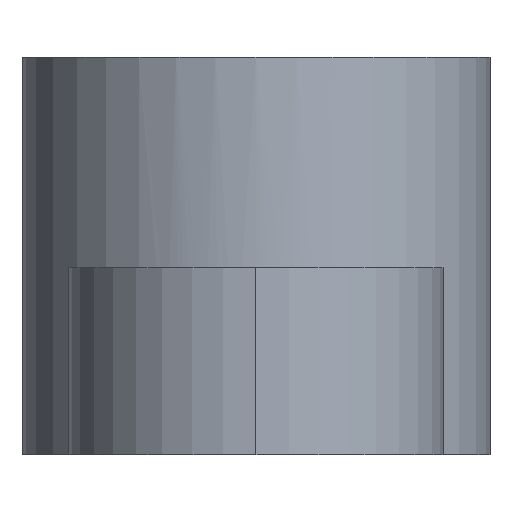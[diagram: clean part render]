
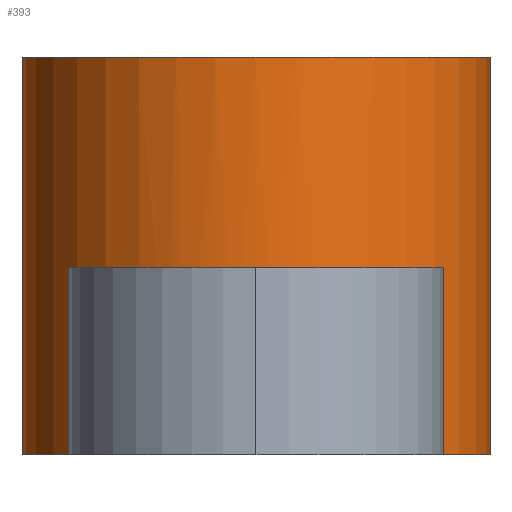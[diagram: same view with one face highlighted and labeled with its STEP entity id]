
A CAD part, left-side view. The second image highlights one B-rep face of the part: STEP entity #393.
In plain terms, the highlighted cylindrical face has radius 5 mm (diameter 10 mm), a full revolution.
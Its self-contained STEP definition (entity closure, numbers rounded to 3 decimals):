
#54=FACE_OUTER_BOUND('',#81,.T.);
#81=EDGE_LOOP('',(#324,#325,#326,#327,#328,#329,#330,#331));
#100=B_SPLINE_CURVE_WITH_KNOTS('',3,(#711,#712,#713,#714,#715,#716,#717,
#718,#719,#720),.UNSPECIFIED.,.F.,.F.,(4,2,2,2,4),(0.305,0.381,
0.458,0.534,0.61),.UNSPECIFIED.);
#101=B_SPLINE_CURVE_WITH_KNOTS('',3,(#723,#724,#725,#726,#727,#728,#729,
#730,#731,#732),.UNSPECIFIED.,.F.,.F.,(4,2,2,2,4),(0.61,0.686,
0.763,0.839,0.915),.UNSPECIFIED.);
#102=B_SPLINE_CURVE_WITH_KNOTS('',3,(#733,#734,#735,#736,#737,#738,#739,
#740,#741,#742,#743,#744,#745,#746,#747,#748,#749,#750,#751),
 .UNSPECIFIED.,.F.,.F.,(4,2,2,2,3,2,2,2,4),(0.915,0.992,
1.068,1.144,1.22,1.297,1.373,
1.449,1.525),.UNSPECIFIED.);
#129=CIRCLE('',#455,5.);
#130=CIRCLE('',#456,5.);
#131=CIRCLE('',#457,5.);
#146=LINE('',#869,#158);
#158=VECTOR('',#553,5.);
#174=VERTEX_POINT('',#709);
#175=VERTEX_POINT('',#710);
#176=VERTEX_POINT('',#722);
#190=VERTEX_POINT('',#865);
#191=VERTEX_POINT('',#866);
#214=EDGE_CURVE('',#174,#175,#100,.T.);
#216=EDGE_CURVE('',#175,#176,#101,.T.);
#217=EDGE_CURVE('',#176,#174,#102,.T.);
#239=EDGE_CURVE('',#190,#191,#129,.T.);
#240=EDGE_CURVE('',#191,#190,#130,.T.);
#241=EDGE_CURVE('',#191,#176,#146,.T.);
#242=EDGE_CURVE('',#174,#174,#131,.T.);
#324=ORIENTED_EDGE('',*,*,#239,.F.);
#325=ORIENTED_EDGE('',*,*,#240,.F.);
#326=ORIENTED_EDGE('',*,*,#241,.T.);
#327=ORIENTED_EDGE('',*,*,#216,.F.);
#328=ORIENTED_EDGE('',*,*,#214,.F.);
#329=ORIENTED_EDGE('',*,*,#242,.F.);
#330=ORIENTED_EDGE('',*,*,#217,.F.);
#331=ORIENTED_EDGE('',*,*,#241,.F.);
#374=CYLINDRICAL_SURFACE('',#454,5.);
#393=ADVANCED_FACE('',(#54),#374,.T.);
#454=AXIS2_PLACEMENT_3D('',#864,#547,#548);
#455=AXIS2_PLACEMENT_3D('',#867,#549,#550);
#456=AXIS2_PLACEMENT_3D('',#868,#551,#552);
#457=AXIS2_PLACEMENT_3D('',#870,#554,#555);
#547=DIRECTION('center_axis',(0.,0.,1.));
#548=DIRECTION('ref_axis',(1.,0.,0.));
#549=DIRECTION('center_axis',(0.,0.,1.));
#550=DIRECTION('ref_axis',(1.,0.,0.));
#551=DIRECTION('center_axis',(0.,0.,1.));
#552=DIRECTION('ref_axis',(1.,0.,0.));
#553=DIRECTION('',(0.,0.,-1.));
#554=DIRECTION('center_axis',(0.,0.,-1.));
#555=DIRECTION('ref_axis',(1.,0.,0.));
#709=CARTESIAN_POINT('',(44.997,0.,-2.));
#710=CARTESIAN_POINT('',(45.415,-2.,0.));
#711=CARTESIAN_POINT('Ctrl Pts',(44.997,0.,
-2.));
#712=CARTESIAN_POINT('Ctrl Pts',(44.997,-0.254,-2.));
#713=CARTESIAN_POINT('Ctrl Pts',(45.019,-0.523,-1.949));
#714=CARTESIAN_POINT('Ctrl Pts',(45.095,-1.015,-1.744));
#715=CARTESIAN_POINT('Ctrl Pts',(45.15,-1.238,-1.59));
#716=CARTESIAN_POINT('Ctrl Pts',(45.254,-1.59,-1.238));
#717=CARTESIAN_POINT('Ctrl Pts',(45.31,-1.744,-1.015));
#718=CARTESIAN_POINT('Ctrl Pts',(45.391,-1.949,-0.523));
#719=CARTESIAN_POINT('Ctrl Pts',(45.415,-2.,-0.254));
#720=CARTESIAN_POINT('Ctrl Pts',(45.415,-2.,0.));
#722=CARTESIAN_POINT('',(44.997,0.,2.));
#723=CARTESIAN_POINT('Ctrl Pts',(45.415,-2.,0.));
#724=CARTESIAN_POINT('Ctrl Pts',(45.415,-2.,0.254));
#725=CARTESIAN_POINT('Ctrl Pts',(45.391,-1.949,0.523));
#726=CARTESIAN_POINT('Ctrl Pts',(45.31,-1.744,1.015));
#727=CARTESIAN_POINT('Ctrl Pts',(45.254,-1.59,1.238));
#728=CARTESIAN_POINT('Ctrl Pts',(45.15,-1.238,1.59));
#729=CARTESIAN_POINT('Ctrl Pts',(45.095,-1.015,1.744));
#730=CARTESIAN_POINT('Ctrl Pts',(45.019,-0.523,1.949));
#731=CARTESIAN_POINT('Ctrl Pts',(44.997,-0.254,2.));
#732=CARTESIAN_POINT('Ctrl Pts',(44.997,0.,
2.));
#733=CARTESIAN_POINT('Ctrl Pts',(44.997,0.,
2.));
#734=CARTESIAN_POINT('Ctrl Pts',(44.997,0.254,2.));
#735=CARTESIAN_POINT('Ctrl Pts',(45.019,0.523,1.949));
#736=CARTESIAN_POINT('Ctrl Pts',(45.095,1.015,1.744));
#737=CARTESIAN_POINT('Ctrl Pts',(45.15,1.238,1.59));
#738=CARTESIAN_POINT('Ctrl Pts',(45.254,1.59,1.238));
#739=CARTESIAN_POINT('Ctrl Pts',(45.31,1.744,1.015));
#740=CARTESIAN_POINT('Ctrl Pts',(45.391,1.949,0.523));
#741=CARTESIAN_POINT('Ctrl Pts',(45.415,2.,0.254));
#742=CARTESIAN_POINT('Ctrl Pts',(45.415,2.,0.));
#743=CARTESIAN_POINT('Ctrl Pts',(45.415,2.,-0.254));
#744=CARTESIAN_POINT('Ctrl Pts',(45.391,1.949,-0.523));
#745=CARTESIAN_POINT('Ctrl Pts',(45.31,1.744,-1.015));
#746=CARTESIAN_POINT('Ctrl Pts',(45.254,1.59,-1.238));
#747=CARTESIAN_POINT('Ctrl Pts',(45.15,1.238,-1.59));
#748=CARTESIAN_POINT('Ctrl Pts',(45.095,1.015,-1.744));
#749=CARTESIAN_POINT('Ctrl Pts',(45.019,0.523,-1.949));
#750=CARTESIAN_POINT('Ctrl Pts',(44.997,0.254,-2.));
#751=CARTESIAN_POINT('Ctrl Pts',(44.997,0.,
-2.));
#864=CARTESIAN_POINT('Origin',(49.997,0.,2.));
#865=CARTESIAN_POINT('',(54.997,0.,6.5));
#866=CARTESIAN_POINT('',(44.997,0.,6.5));
#867=CARTESIAN_POINT('Origin',(49.997,0.,6.5));
#868=CARTESIAN_POINT('Origin',(49.997,0.,6.5));
#869=CARTESIAN_POINT('',(44.997,0.,2.));
#870=CARTESIAN_POINT('Origin',(49.997,0.,-2.));
